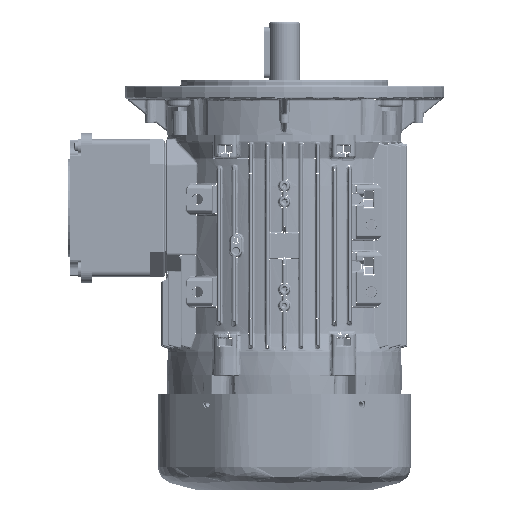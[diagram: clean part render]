
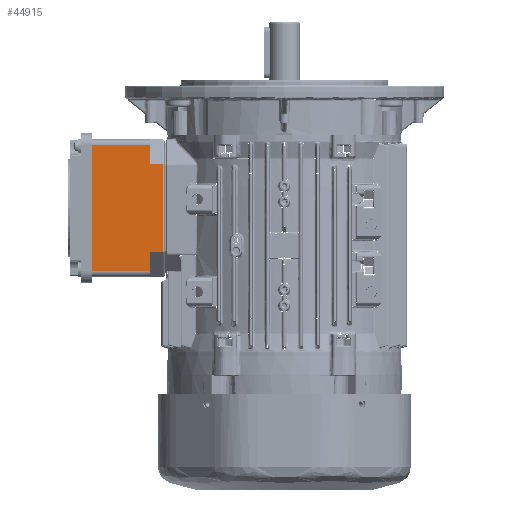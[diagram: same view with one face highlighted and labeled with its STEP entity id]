
A CAD part, front view. The second image highlights one B-rep face of the part: STEP entity #44915.
In plain terms, the highlighted planar face has unit normal (0, -1, 0).
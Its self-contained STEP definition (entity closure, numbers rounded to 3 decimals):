
#32969=PLANE('',#144796);
#44915=ADVANCED_FACE('3-0-193',(#52335),#32969,.T.);
#52335=FACE_OUTER_BOUND('',#58668,.T.);
#58668=EDGE_LOOP('',(#94183,#94184,#94185,#94186,#94187,#94188,#94189,#94190));
#94183=ORIENTED_EDGE('',*,*,#123336,.T.);
#94184=ORIENTED_EDGE('',*,*,#123312,.T.);
#94185=ORIENTED_EDGE('',*,*,#123308,.T.);
#94186=ORIENTED_EDGE('',*,*,#123307,.F.);
#94187=ORIENTED_EDGE('',*,*,#123290,.T.);
#94188=ORIENTED_EDGE('',*,*,#123349,.T.);
#94189=ORIENTED_EDGE('',*,*,#123350,.T.);
#94190=ORIENTED_EDGE('',*,*,#123347,.T.);
#105589=VERTEX_POINT('',#277849);
#105591=VERTEX_POINT('',#277852);
#105605=VERTEX_POINT('',#277882);
#105607=VERTEX_POINT('',#277888);
#105610=VERTEX_POINT('',#277896);
#105624=VERTEX_POINT('',#277970);
#105633=VERTEX_POINT('',#278008);
#105634=VERTEX_POINT('',#278012);
#123290=EDGE_CURVE('22-0-7:3-0-193',#105591,#105589,#128223,.T.);
#123307=EDGE_CURVE('3-0-177:3-0-193',#105591,#105605,#128232,.T.);
#123308=EDGE_CURVE('129-0-8:3-0-193',#105607,#105605,#128233,.T.);
#123312=EDGE_CURVE('129-0-1:3-0-193',#105610,#105607,#128237,.T.);
#123336=EDGE_CURVE('157-0-28:3-0-193',#105624,#105610,#128253,.T.);
#123347=EDGE_CURVE('127-0-1:3-0-193',#105633,#105624,#128262,.T.);
#123349=EDGE_CURVE('3-0-193:3-0-257',#105589,#105634,#128264,.T.);
#123350=EDGE_CURVE('127-0-8:3-0-193',#105634,#105633,#128265,.T.);
#128223=LINE('',#277851,#133031);
#128232=LINE('',#277885,#133040);
#128233=LINE('',#277887,#133041);
#128237=LINE('',#277895,#133045);
#128253=LINE('',#277982,#133061);
#128262=LINE('',#278007,#133070);
#128264=LINE('',#278011,#133072);
#128265=LINE('',#278013,#133073);
#133031=VECTOR('',#172754,1.);
#133040=VECTOR('',#172781,1.);
#133041=VECTOR('',#172784,1.);
#133045=VECTOR('',#172790,1.);
#133061=VECTOR('',#172822,1.);
#133070=VECTOR('',#172839,1.);
#133072=VECTOR('',#172843,1.);
#133073=VECTOR('',#172844,1.);
#144796=AXIS2_PLACEMENT_3D('',#278014,#172845,#172846);
#172754=DIRECTION('',(0.,0.,-1.));
#172781=DIRECTION('',(1.,0.,0.));
#172784=DIRECTION('',(0.,0.,1.));
#172790=DIRECTION('',(-1.,0.,0.));
#172822=DIRECTION('',(0.,0.,1.));
#172839=DIRECTION('',(1.,0.,0.));
#172843=DIRECTION('',(1.,0.,0.));
#172844=DIRECTION('',(0.,0.,1.));
#172845=DIRECTION('',(0.,-1.,0.));
#172846=DIRECTION('',(0.,0.,-1.));
#277849=CARTESIAN_POINT('',(-120.5,-43.,-53.5));
#277851=CARTESIAN_POINT('',(-120.5,-43.,25.5));
#277852=CARTESIAN_POINT('',(-120.5,-43.,25.5));
#277882=CARTESIAN_POINT('',(-84.,-43.,25.5));
#277885=CARTESIAN_POINT('',(-120.5,-43.,25.5));
#277887=CARTESIAN_POINT('',(-84.,-43.,13.711));
#277888=CARTESIAN_POINT('',(-84.,-43.,13.711));
#277895=CARTESIAN_POINT('',(-76.,-43.,13.711));
#277896=CARTESIAN_POINT('',(-76.,-43.,13.711));
#277970=CARTESIAN_POINT('',(-76.,-43.,-41.711));
#277982=CARTESIAN_POINT('',(-76.,-43.,-41.711));
#278007=CARTESIAN_POINT('',(-84.,-43.,-41.711));
#278008=CARTESIAN_POINT('',(-84.,-43.,-41.711));
#278011=CARTESIAN_POINT('',(-120.5,-43.,-53.5));
#278012=CARTESIAN_POINT('',(-84.,-43.,-53.5));
#278013=CARTESIAN_POINT('',(-84.,-43.,-53.5));
#278014=CARTESIAN_POINT('',(-120.5,-43.,25.5));
